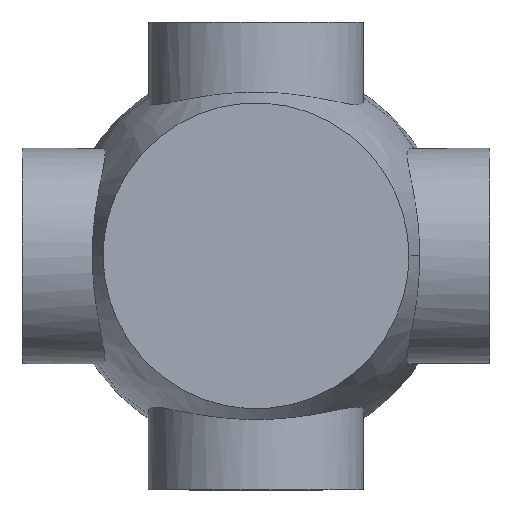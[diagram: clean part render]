
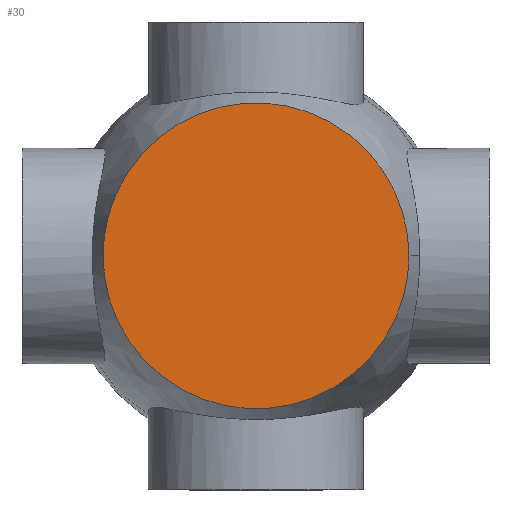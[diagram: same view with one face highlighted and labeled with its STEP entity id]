
A CAD part, top view. The second image highlights one B-rep face of the part: STEP entity #30.
In plain terms, the highlighted planar face has unit normal (0, 0, 1).
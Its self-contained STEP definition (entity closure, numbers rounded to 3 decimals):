
#30=ADVANCED_FACE('',(#54),#376,.T.);
#54=FACE_OUTER_BOUND('',#78,.T.);
#78=EDGE_LOOP('',(#143,#144));
#143=ORIENTED_EDGE('',*,*,#237,.T.);
#144=ORIENTED_EDGE('',*,*,#268,.T.);
#237=EDGE_CURVE('',#348,#370,#314,.T.);
#268=EDGE_CURVE('',#370,#348,#329,.T.);
#314=(
BOUNDED_CURVE()
B_SPLINE_CURVE(2,(#749,#750,#751,#752,#753),.UNSPECIFIED.,.F.,.F.)
B_SPLINE_CURVE_WITH_KNOTS((3,2,3),(-316.346,-237.26,
-158.173),.UNSPECIFIED.)
CURVE()
GEOMETRIC_REPRESENTATION_ITEM()
RATIONAL_B_SPLINE_CURVE((1.,0.707,1.,0.707,1.))
REPRESENTATION_ITEM('')
);
#329=(
BOUNDED_CURVE()
B_SPLINE_CURVE(2,(#1058,#1059,#1060,#1061,#1062),.UNSPECIFIED.,.F.,.F.)
B_SPLINE_CURVE_WITH_KNOTS((3,2,3),(-158.173,-79.087,0.),
 .UNSPECIFIED.)
CURVE()
GEOMETRIC_REPRESENTATION_ITEM()
RATIONAL_B_SPLINE_CURVE((1.,0.707,1.,0.707,1.))
REPRESENTATION_ITEM('')
);
#348=VERTEX_POINT('',#630);
#370=VERTEX_POINT('',#652);
#376=PLANE('',#420);
#420=AXIS2_PLACEMENT_3D('',#510,#429,$);
#429=DIRECTION('',(0.,0.,1.));
#510=CARTESIAN_POINT('',(805.555,200.092,311.856));
#630=CARTESIAN_POINT('',(409.293,0.,311.856));
#652=CARTESIAN_POINT('',(801.632,0.,311.856));
#749=CARTESIAN_POINT('',(409.293,0.,311.856));
#750=CARTESIAN_POINT('',(409.293,-196.169,311.856));
#751=CARTESIAN_POINT('',(605.463,-196.169,311.856));
#752=CARTESIAN_POINT('',(801.632,-196.169,311.856));
#753=CARTESIAN_POINT('',(801.632,0.,311.856));
#1058=CARTESIAN_POINT('',(801.632,0.,311.856));
#1059=CARTESIAN_POINT('',(801.632,196.169,311.856));
#1060=CARTESIAN_POINT('',(605.463,196.169,311.856));
#1061=CARTESIAN_POINT('',(409.293,196.169,311.856));
#1062=CARTESIAN_POINT('',(409.293,0.,311.856));
